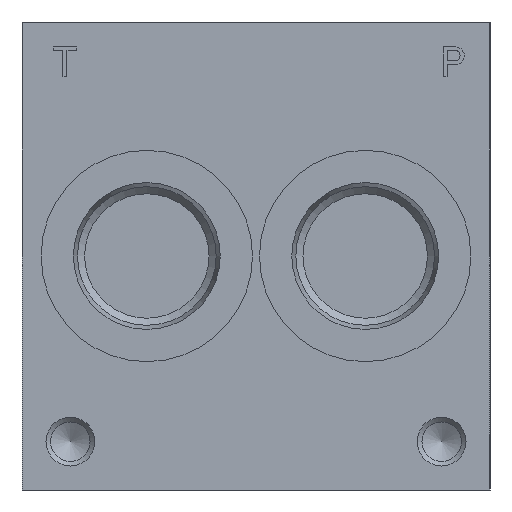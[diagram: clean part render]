
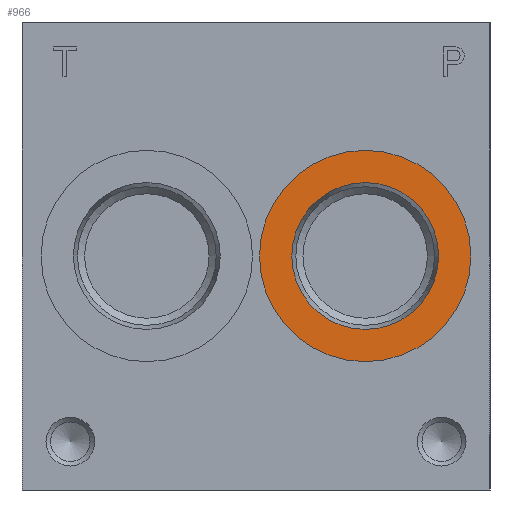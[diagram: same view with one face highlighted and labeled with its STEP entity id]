
A CAD part, left-side view. The second image highlights one B-rep face of the part: STEP entity #966.
In plain terms, the highlighted planar face has unit normal (-1, 0, 0).
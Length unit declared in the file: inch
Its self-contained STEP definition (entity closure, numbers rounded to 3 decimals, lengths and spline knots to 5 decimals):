
#966 = ADVANCED_FACE( '', ( #2225, #2226 ), #2227, .T. );
#2225 = FACE_BOUND( '', #3730, .T. );
#2226 = FACE_OUTER_BOUND( '', #3731, .T. );
#2227 = PLANE( '', #3732 );
#3730 = EDGE_LOOP( '', ( #6349 ) );
#3731 = EDGE_LOOP( '', ( #6350 ) );
#3732 = AXIS2_PLACEMENT_3D( '', #6351, #6352, #6353 );
#6349 = ORIENTED_EDGE( '', *, *, #8308, .T. );
#6350 = ORIENTED_EDGE( '', *, *, #8413, .F. );
#6351 = CARTESIAN_POINT( '', ( 0.031, 1.4775, 1.5 ) );
#6352 = DIRECTION( '', ( -1., 0., 0. ) );
#6353 = DIRECTION( '', ( 0., 0., 1. ) );
#8308 = EDGE_CURVE( '', #9964, #9964, #9965, .T. );
#8413 = EDGE_CURVE( '', #10132, #10132, #10133, .T. );
#9964 = VERTEX_POINT( '', #12140 );
#9965 = CIRCLE( '', #12141, 0.4705 );
#10132 = VERTEX_POINT( '', #12354 );
#10133 = CIRCLE( '', #12355, 0.6775 );
#12140 = CARTESIAN_POINT( '', ( 0.031, 0.8, 1.0295 ) );
#12141 = AXIS2_PLACEMENT_3D( '', #14344, #14345, #14346 );
#12354 = CARTESIAN_POINT( '', ( 0.031, 0.8, 0.8225 ) );
#12355 = AXIS2_PLACEMENT_3D( '', #14483, #14484, #14485 );
#14344 = CARTESIAN_POINT( '', ( 0.031, 0.8, 1.5 ) );
#14345 = DIRECTION( '', ( 1., 0., 0. ) );
#14346 = DIRECTION( '', ( 0., 0., -1. ) );
#14483 = CARTESIAN_POINT( '', ( 0.031, 0.8, 1.5 ) );
#14484 = DIRECTION( '', ( 1., 0., 0. ) );
#14485 = DIRECTION( '', ( 0., 0., -1. ) );
